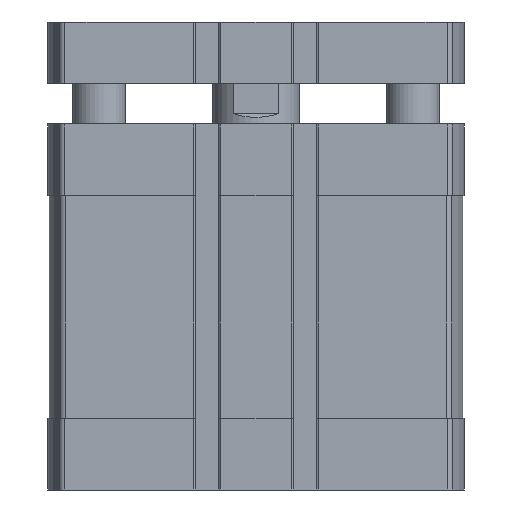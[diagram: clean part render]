
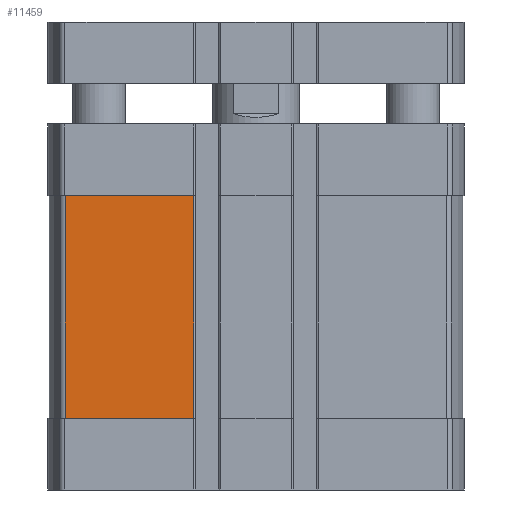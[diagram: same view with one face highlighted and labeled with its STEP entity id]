
A CAD part, front view. The second image highlights one B-rep face of the part: STEP entity #11459.
In plain terms, the highlighted face is planar.
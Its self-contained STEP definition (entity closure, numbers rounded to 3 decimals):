
#827=LINE('',#18535,#1791);
#828=LINE('',#18537,#1792);
#829=LINE('',#18539,#1793);
#830=LINE('',#18541,#1794);
#1791=VECTOR('',#14630,1000.);
#1792=VECTOR('',#14633,1000.);
#1793=VECTOR('',#14634,1000.);
#1794=VECTOR('',#14635,1000.);
#3482=ORIENTED_EDGE('',*,*,#6428,.F.);
#3483=ORIENTED_EDGE('',*,*,#6427,.F.);
#3484=ORIENTED_EDGE('',*,*,#6429,.T.);
#3485=ORIENTED_EDGE('',*,*,#6430,.T.);
#6427=EDGE_CURVE('',#7929,#7928,#827,.T.);
#6428=EDGE_CURVE('',#7928,#7930,#828,.T.);
#6429=EDGE_CURVE('',#7929,#7931,#829,.T.);
#6430=EDGE_CURVE('',#7931,#7930,#830,.T.);
#7928=VERTEX_POINT('',#18532);
#7929=VERTEX_POINT('',#18534);
#7930=VERTEX_POINT('',#18538);
#7931=VERTEX_POINT('',#18540);
#9435=EDGE_LOOP('',(#3482,#3483,#3484,#3485));
#10289=FACE_BOUND('',#9435,.T.);
#10996=PLANE('',#12445);
#11459=ADVANCED_FACE('',(#10289),#10996,.T.);
#12445=AXIS2_PLACEMENT_3D('',#18536,#14631,#14632);
#14630=DIRECTION('',(0.,0.,1.));
#14631=DIRECTION('',(-1.,0.,0.));
#14632=DIRECTION('',(0.,0.,1.));
#14633=DIRECTION('',(0.,-1.,0.));
#14634=DIRECTION('',(0.,-1.,0.));
#14635=DIRECTION('',(0.,0.,1.));
#18532=CARTESIAN_POINT('',(-47.5,43.743,-16.5));
#18534=CARTESIAN_POINT('',(-47.5,43.743,-67.5));
#18535=CARTESIAN_POINT('',(-47.5,43.743,-67.5));
#18536=CARTESIAN_POINT('',(-47.5,43.743,-67.5));
#18537=CARTESIAN_POINT('',(-47.5,43.743,-16.5));
#18538=CARTESIAN_POINT('',(-47.5,14.3,-16.5));
#18539=CARTESIAN_POINT('',(-47.5,43.743,-67.5));
#18540=CARTESIAN_POINT('',(-47.5,14.3,-67.5));
#18541=CARTESIAN_POINT('',(-47.5,14.3,-67.5));
